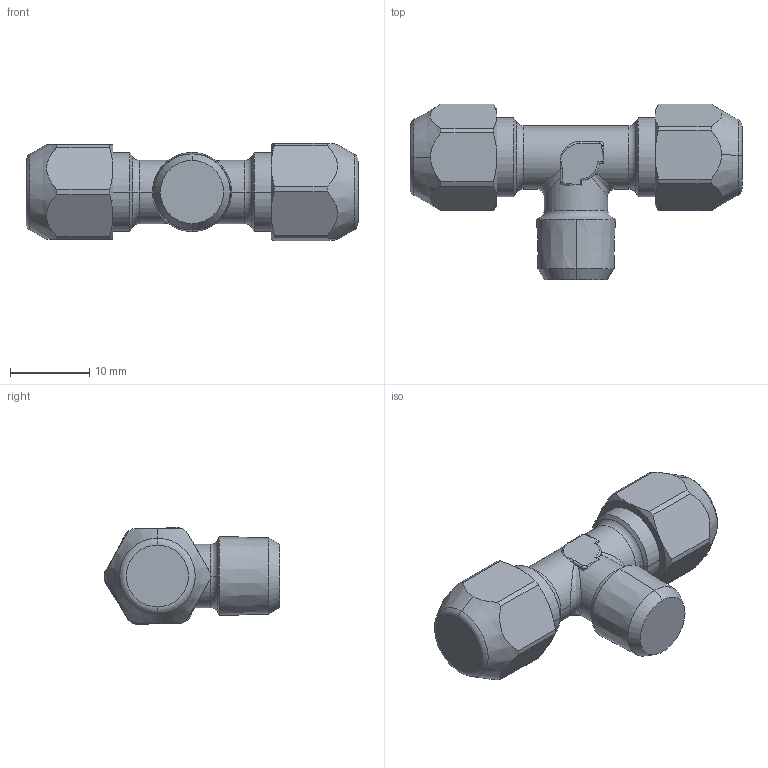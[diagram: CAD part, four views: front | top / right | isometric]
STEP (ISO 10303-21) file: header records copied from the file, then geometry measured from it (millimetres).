
FILE_DESCRIPTION (( 'STEP AP214' ), '1' );
FILE_NAME ('6120000003A.step', '2012-10-16T17:30:40', ( '' ), ( '' ), 'SwSTEP 2.0', 'SolidWorks 2012', '' );
FILE_SCHEMA (( 'AUTOMOTIVE_DESIGN' ));
Length unit declared in the file: millimetre
Products named in the file (1): 6120000003A
Bounding box: 42 x 22.25 x 12.33 mm (x, y, z)
Volume: 4472.7 mm3; surface area: 2026.8 mm2
Topology: 1 solids, 1 shells, 127 faces, 323 edges, 188 vertices
Faces by surface type: cylinder 40, plane 27, cone 26, torus 18, bspline 16
Entity records: 4426 total; most frequent: CARTESIAN_POINT 1560, ORIENTED_EDGE 622, DIRECTION 577, EDGE_CURVE 311, AXIS2_PLACEMENT_3D 246, VERTEX_POINT 188, CIRCLE 134, EDGE_LOOP 129
